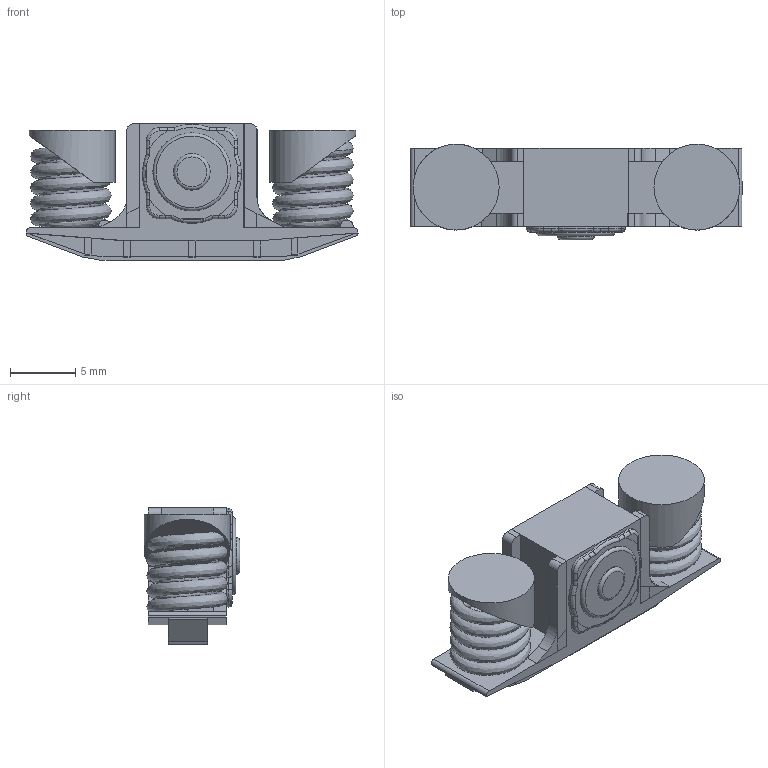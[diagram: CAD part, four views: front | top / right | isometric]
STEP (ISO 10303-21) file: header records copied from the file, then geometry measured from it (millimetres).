
FILE_DESCRIPTION(('FreeCAD Model'),'2;1');
FILE_NAME('Open CASCADE Shape Model','2023-08-29T23:34:02',(''),(''), 'Open CASCADE STEP processor 7.6','FreeCAD','Unknown');
FILE_SCHEMA(('AUTOMOTIVE_DESIGN { 1 0 10303 214 1 1 1 1 }'));
Length unit declared in the file: millimetre
Products named in the file (1): Fillet006
Bounding box: 25.51 x 7.35 x 10.49 mm (x, y, z)
Volume: 786.8 mm3; surface area: 1628.9 mm2
Topology: 1 solids, 1 shells, 255 faces, 689 edges, 433 vertices
Faces by surface type: plane 191, cylinder 29, bspline 28, torus 7
Full cylindrical faces by diameter (mm): 2.8 x1, 4 x1, 6 x1, 6.6 x2, 7.2 x1
Entity records: 15563 total; most frequent: CARTESIAN_POINT 9418, ORIENTED_EDGE 1378, DIRECTION 1120, EDGE_CURVE 689, LINE 520, VECTOR 520, VERTEX_POINT 433, AXIS2_PLACEMENT_3D 300
